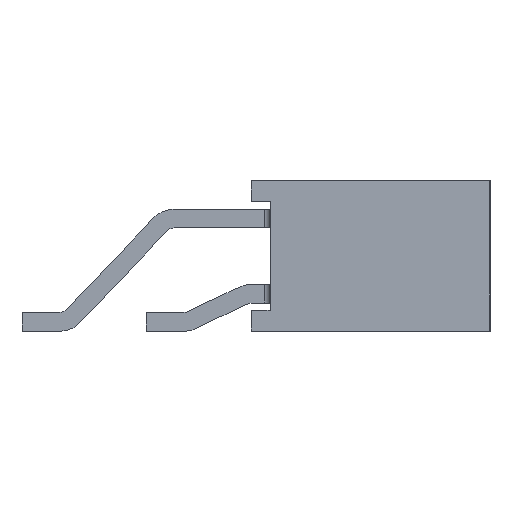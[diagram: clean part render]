
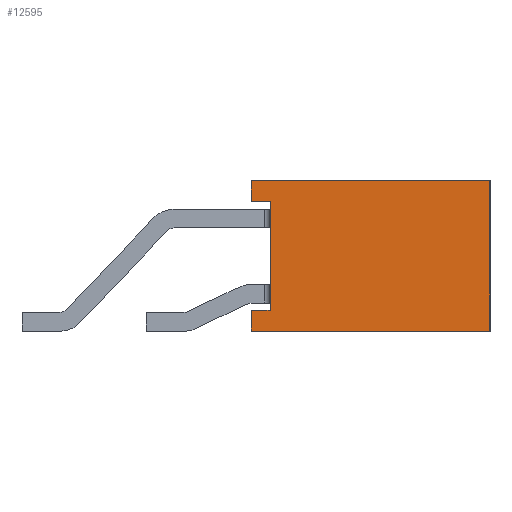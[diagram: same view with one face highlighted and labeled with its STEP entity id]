
A CAD part, left-side view. The second image highlights one B-rep face of the part: STEP entity #12595.
In plain terms, the highlighted planar face has unit normal (-1, 0, 0).
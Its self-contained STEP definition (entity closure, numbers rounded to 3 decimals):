
#1518=ORIENTED_EDGE('',*,*,#4922,.F.);
#1519=ORIENTED_EDGE('',*,*,#5010,.F.);
#1520=ORIENTED_EDGE('',*,*,#4857,.F.);
#1521=ORIENTED_EDGE('',*,*,#4854,.F.);
#1522=ORIENTED_EDGE('',*,*,#4177,.F.);
#1523=ORIENTED_EDGE('',*,*,#4849,.F.);
#1524=ORIENTED_EDGE('',*,*,#4846,.F.);
#1525=ORIENTED_EDGE('',*,*,#4932,.F.);
#4177=EDGE_CURVE('',#6030,#6031,#7213,.T.);
#4846=EDGE_CURVE('',#6536,#6534,#7854,.T.);
#4849=EDGE_CURVE('',#6534,#6030,#7856,.T.);
#4854=EDGE_CURVE('',#6031,#6540,#7860,.T.);
#4857=EDGE_CURVE('',#6540,#6543,#7863,.T.);
#4922=EDGE_CURVE('',#6608,#6609,#7928,.T.);
#4932=EDGE_CURVE('',#6609,#6536,#7936,.T.);
#5010=EDGE_CURVE('',#6543,#6608,#7983,.T.);
#6030=VERTEX_POINT('',#17648);
#6031=VERTEX_POINT('',#17650);
#6534=VERTEX_POINT('',#18953);
#6536=VERTEX_POINT('',#18957);
#6540=VERTEX_POINT('',#18969);
#6543=VERTEX_POINT('',#18977);
#6608=VERTEX_POINT('',#19110);
#6609=VERTEX_POINT('',#19111);
#7213=LINE('',#17649,#8893);
#7854=LINE('',#18958,#9534);
#7856=LINE('',#18964,#9536);
#7860=LINE('',#18973,#9540);
#7863=LINE('',#18979,#9543);
#7928=LINE('',#19109,#9608);
#7936=LINE('',#19128,#9616);
#7983=LINE('',#19253,#9663);
#8893=VECTOR('',#14140,1000.);
#9534=VECTOR('',#15105,1000.);
#9536=VECTOR('',#15111,1000.);
#9540=VECTOR('',#15119,1000.);
#9543=VECTOR('',#15124,1000.);
#9608=VECTOR('',#15191,1000.);
#9616=VECTOR('',#15205,1000.);
#9663=VECTOR('',#15326,1000.);
#10643=EDGE_LOOP('',(#1518,#1519,#1520,#1521,#1522,#1523,#1524,#1525));
#11333=FACE_BOUND('',#10643,.T.);
#12007=PLANE('',#13371);
#12595=ADVANCED_FACE('',(#11333),#12007,.F.);
#13371=AXIS2_PLACEMENT_3D('',#19259,#15333,#15334);
#14140=DIRECTION('',(0.,0.,1.));
#15105=DIRECTION('',(0.,0.,1.));
#15111=DIRECTION('',(0.,-1.,0.));
#15119=DIRECTION('',(0.,1.,0.));
#15124=DIRECTION('',(0.,0.,1.));
#15191=DIRECTION('',(0.,0.,-1.));
#15205=DIRECTION('',(0.,1.,0.));
#15326=DIRECTION('',(0.,-1.,0.));
#15333=DIRECTION('',(1.,0.,0.));
#15334=DIRECTION('',(0.,0.,-1.));
#17648=CARTESIAN_POINT('',(-8.15,2.675,-1.45));
#17649=CARTESIAN_POINT('',(-8.15,2.675,1.45));
#17650=CARTESIAN_POINT('',(-8.15,2.675,1.45));
#18953=CARTESIAN_POINT('',(-8.15,3.175,-1.45));
#18957=CARTESIAN_POINT('',(-8.15,3.175,-2.));
#18958=CARTESIAN_POINT('',(-8.15,3.175,-2.));
#18964=CARTESIAN_POINT('',(-8.15,2.675,-1.45));
#18969=CARTESIAN_POINT('',(-8.15,3.175,1.45));
#18973=CARTESIAN_POINT('',(-8.15,3.175,1.45));
#18977=CARTESIAN_POINT('',(-8.15,3.175,2.));
#18979=CARTESIAN_POINT('',(-8.15,3.175,1.45));
#19109=CARTESIAN_POINT('',(-8.15,-3.175,2.));
#19110=CARTESIAN_POINT('',(-8.15,-3.175,2.));
#19111=CARTESIAN_POINT('',(-8.15,-3.175,-2.));
#19128=CARTESIAN_POINT('',(-8.15,-3.175,-2.));
#19253=CARTESIAN_POINT('',(-8.15,3.175,2.));
#19259=CARTESIAN_POINT('',(-8.15,0.,0.));
